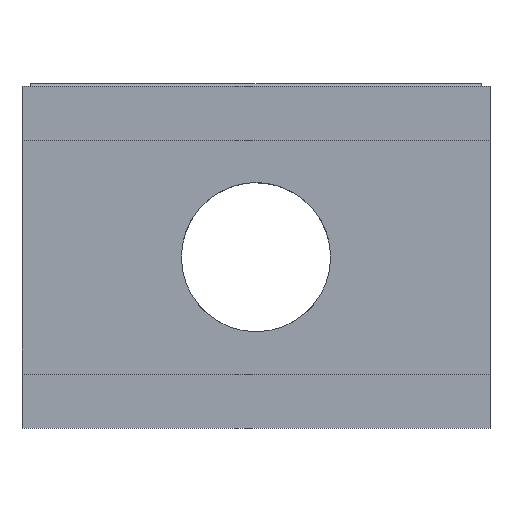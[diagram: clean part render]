
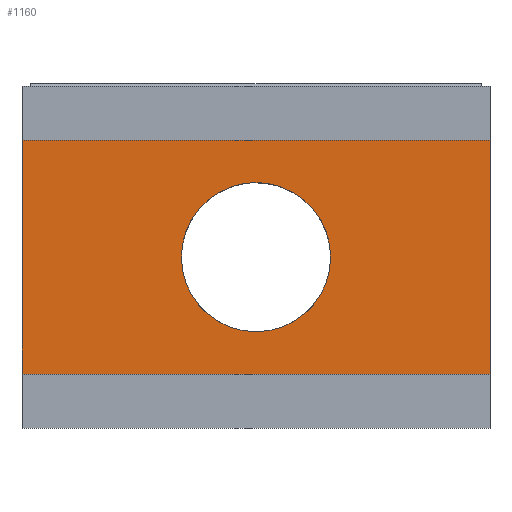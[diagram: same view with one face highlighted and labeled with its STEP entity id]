
A CAD part, top view. The second image highlights one B-rep face of the part: STEP entity #1160.
In plain terms, the highlighted planar face has unit normal (0, 0, 1).
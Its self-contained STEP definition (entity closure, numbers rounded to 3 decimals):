
#6 = FACE_OUTER_BOUND ( 'NONE', #390, .T. ) ;
#48 = AXIS2_PLACEMENT_3D ( 'NONE', #913, #956, #1097 ) ;
#76 = EDGE_CURVE ( 'NONE', #1412, #1308, #638, .T. ) ;
#156 = CARTESIAN_POINT ( 'NONE',  ( -8., 4., 1. ) ) ;
#180 = CARTESIAN_POINT ( 'NONE',  ( 8., 4., 1. ) ) ;
#251 = FACE_BOUND ( 'NONE', #353, .T. ) ;
#289 = DIRECTION ( 'NONE',  ( 1., 0., 0. ) ) ;
#342 = VERTEX_POINT ( 'NONE', #838 ) ;
#353 = EDGE_LOOP ( 'NONE', ( #660, #1072 ) ) ;
#390 = EDGE_LOOP ( 'NONE', ( #1170, #499, #1067, #605 ) ) ;
#398 = EDGE_CURVE ( 'NONE', #586, #724, #1709, .T. ) ;
#464 = EDGE_CURVE ( 'NONE', #1308, #1412, #478, .T. ) ;
#478 = CIRCLE ( 'NONE', #1018, 2.55 ) ;
#499 = ORIENTED_EDGE ( 'NONE', *, *, #398, .F. ) ;
#516 = DIRECTION ( 'NONE',  ( 1., 0., 0. ) ) ;
#554 = LINE ( 'NONE', #777, #1693 ) ;
#586 = VERTEX_POINT ( 'NONE', #156 ) ;
#605 = ORIENTED_EDGE ( 'NONE', *, *, #1089, .T. ) ;
#638 = CIRCLE ( 'NONE', #817, 2.55 ) ;
#660 = ORIENTED_EDGE ( 'NONE', *, *, #76, .T. ) ;
#676 = DIRECTION ( 'NONE',  ( 0., 0., -1. ) ) ;
#724 = VERTEX_POINT ( 'NONE', #180 ) ;
#777 = CARTESIAN_POINT ( 'NONE',  ( -8., -4., 1. ) ) ;
#795 = DIRECTION ( 'NONE',  ( 0., -1., 0. ) ) ;
#817 = AXIS2_PLACEMENT_3D ( 'NONE', #1423, #676, #516 ) ;
#820 = EDGE_CURVE ( 'NONE', #586, #916, #1079, .T. ) ;
#838 = CARTESIAN_POINT ( 'NONE',  ( 8., -4., 1. ) ) ;
#898 = VECTOR ( 'NONE', #795, 1000. ) ;
#913 = CARTESIAN_POINT ( 'NONE',  ( -8., -4., 1. ) ) ;
#916 = VERTEX_POINT ( 'NONE', #1796 ) ;
#956 = DIRECTION ( 'NONE',  ( 0., 0., 1. ) ) ;
#997 = CARTESIAN_POINT ( 'NONE',  ( 2.55, 0., 1. ) ) ;
#1018 = AXIS2_PLACEMENT_3D ( 'NONE', #1310, #1178, #289 ) ;
#1067 = ORIENTED_EDGE ( 'NONE', *, *, #820, .T. ) ;
#1071 = PLANE ( 'NONE',  #48 ) ;
#1072 = ORIENTED_EDGE ( 'NONE', *, *, #464, .T. ) ;
#1079 = LINE ( 'NONE', #1570, #898 ) ;
#1089 = EDGE_CURVE ( 'NONE', #916, #342, #554, .T. ) ;
#1097 = DIRECTION ( 'NONE',  ( 1., 0., 0. ) ) ;
#1111 = VECTOR ( 'NONE', #1705, 1000. ) ;
#1134 = VECTOR ( 'NONE', #1317, 1000. ) ;
#1160 = ADVANCED_FACE ( 'NONE', ( #6, #251 ), #1071, .T. ) ;
#1170 = ORIENTED_EDGE ( 'NONE', *, *, #1402, .T. ) ;
#1178 = DIRECTION ( 'NONE',  ( 0., 0., -1. ) ) ;
#1308 = VERTEX_POINT ( 'NONE', #1687 ) ;
#1310 = CARTESIAN_POINT ( 'NONE',  ( 0., 0., 1. ) ) ;
#1317 = DIRECTION ( 'NONE',  ( 1., 0., 0. ) ) ;
#1402 = EDGE_CURVE ( 'NONE', #342, #724, #1414, .T. ) ;
#1412 = VERTEX_POINT ( 'NONE', #997 ) ;
#1414 = LINE ( 'NONE', #1884, #1111 ) ;
#1423 = CARTESIAN_POINT ( 'NONE',  ( 0., 0., 1. ) ) ;
#1526 = DIRECTION ( 'NONE',  ( 1., 0., 0. ) ) ;
#1570 = CARTESIAN_POINT ( 'NONE',  ( -8., 4., 1. ) ) ;
#1687 = CARTESIAN_POINT ( 'NONE',  ( -2.55, 0., 1. ) ) ;
#1693 = VECTOR ( 'NONE', #1526, 1000. ) ;
#1705 = DIRECTION ( 'NONE',  ( 0., 1., 0. ) ) ;
#1709 = LINE ( 'NONE', #1780, #1134 ) ;
#1780 = CARTESIAN_POINT ( 'NONE',  ( -8., 4., 1. ) ) ;
#1796 = CARTESIAN_POINT ( 'NONE',  ( -8., -4., 1. ) ) ;
#1884 = CARTESIAN_POINT ( 'NONE',  ( 8., -4., 1. ) ) ;
